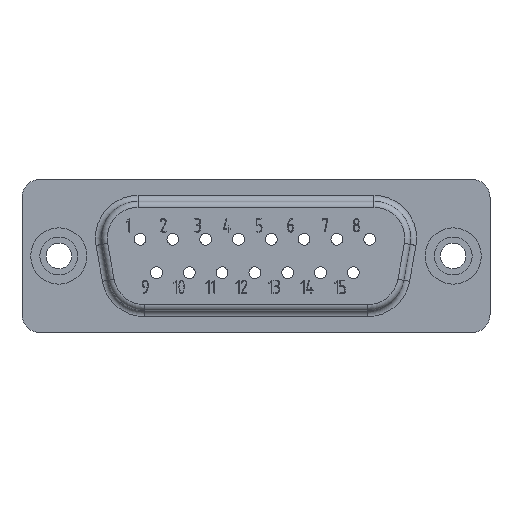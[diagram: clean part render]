
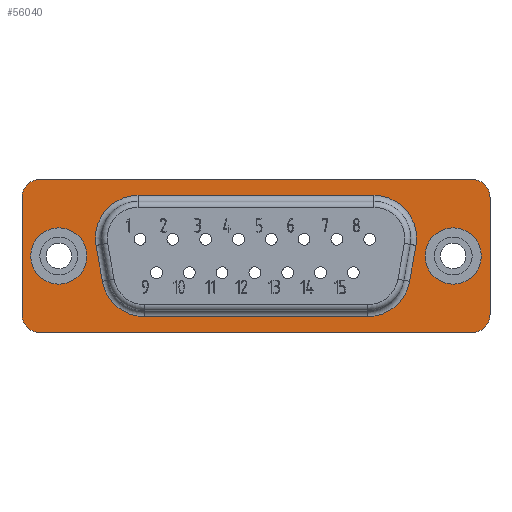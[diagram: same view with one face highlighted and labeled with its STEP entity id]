
A CAD part, front view. The second image highlights one B-rep face of the part: STEP entity #56040.
In plain terms, the highlighted face is planar.
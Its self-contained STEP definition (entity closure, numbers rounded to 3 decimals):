
#3650=CARTESIAN_POINT('',(-211.162,184.917,13.12));
#3660=VERTEX_POINT('',#3650);
#3690=CARTESIAN_POINT('',(0.,184.917,13.12));
#3700=DIRECTION('',(1.,0.,0.));
#3710=VECTOR('',#3700,1.);
#3720=LINE('',#3690,#3710);
#3730=CARTESIAN_POINT('',(-221.092,184.917,13.12));
#3740=VERTEX_POINT('',#3730);
#3750=EDGE_CURVE('',#3740,#3660,#3720,.T.);
#6340=CARTESIAN_POINT('',(-211.012,214.637,13.12));
#6350=VERTEX_POINT('',#6340);
#6380=CARTESIAN_POINT('',(-214.612,214.637,13.12));
#6390=DIRECTION('',(0.,0.,-1.));
#6400=DIRECTION('',(-1.,0.,0.));
#6410=AXIS2_PLACEMENT_3D('',#6380,#6390,#6400);
#6420=CIRCLE('',#6410,3.6);
#6430=CARTESIAN_POINT('',(-215.237,218.183,13.12));
#6440=VERTEX_POINT('',#6430);
#6450=EDGE_CURVE('',#6440,#6350,#6420,.T.);
#9190=CARTESIAN_POINT('',(-216.127,190.402,13.12));
#9200=VERTEX_POINT('',#9190);
#9230=CARTESIAN_POINT('',(-216.127,188.027,13.12));
#9240=DIRECTION('',(0.,0.,-1.));
#9250=DIRECTION('',(0.,1.,0.));
#9260=AXIS2_PLACEMENT_3D('',#9230,#9240,#9250);
#9270=CIRCLE('',#9260,2.375);
#9280=CARTESIAN_POINT('',(-216.127,185.652,13.12));
#9290=VERTEX_POINT('',#9280);
#9300=EDGE_CURVE('',#9290,#9200,#9270,.T.);
#9660=CARTESIAN_POINT('',(-209.662,186.417,13.12));
#9670=VERTEX_POINT('',#9660);
#9840=CARTESIAN_POINT('',(-209.662,222.937,13.12));
#9850=VERTEX_POINT('',#9840);
#9880=CARTESIAN_POINT('',(-209.662,0.,13.12));
#9890=DIRECTION('',(0.,-1.,0.));
#9900=VECTOR('',#9890,1.);
#9910=LINE('',#9880,#9900);
#9920=EDGE_CURVE('',#9850,#9670,#9910,.T.);
#11950=CARTESIAN_POINT('',(-221.092,186.417,13.12));
#11960=DIRECTION('',(0.,0.,-1.));
#11970=DIRECTION('',(-1.,0.,0.));
#11980=AXIS2_PLACEMENT_3D('',#11950,#11960,#11970);
#11990=CIRCLE('',#11980,1.5);
#12000=CARTESIAN_POINT('',(-222.592,186.417,13.12));
#12010=VERTEX_POINT('',#12000);
#12020=EDGE_CURVE('',#3740,#12010,#11990,.T.);
#53850=CARTESIAN_POINT('',(-222.592,222.937,13.12));
#53860=VERTEX_POINT('',#53850);
#53890=CARTESIAN_POINT('',(-221.092,222.937,13.12));
#53900=DIRECTION('',(0.,0.,1.));
#53910=DIRECTION('',(1.,0.,0.));
#53920=AXIS2_PLACEMENT_3D('',#53890,#53900,#53910);
#53930=CIRCLE('',#53920,1.5);
#53940=CARTESIAN_POINT('',(-221.092,224.437,13.12));
#53950=VERTEX_POINT('',#53940);
#53960=EDGE_CURVE('',#53950,#53860,#53930,.T.);
#54670=CARTESIAN_POINT('',(-222.592,0.,13.12));
#54680=DIRECTION('',(0.,1.,0.));
#54690=VECTOR('',#54680,1.);
#54700=LINE('',#54670,#54690);
#54710=EDGE_CURVE('',#12010,#53860,#54700,.T.);
#54900=CARTESIAN_POINT('',(-228.333,182.8,13.12));
#54910=DIRECTION('',(0.,-0.,1.));
#54920=DIRECTION('',(0.,1.,0.));
#54930=AXIS2_PLACEMENT_3D('',#54900,#54910,#54920);
#54940=PLANE('',#54930);
#54950=CARTESIAN_POINT('',(-216.127,221.327,13.12));
#54960=DIRECTION('',(0.,0.,-1.));
#54970=DIRECTION('',(0.,1.,0.));
#54980=AXIS2_PLACEMENT_3D('',#54950,#54960,#54970);
#54990=CIRCLE('',#54980,2.375);
#55000=CARTESIAN_POINT('',(-216.127,223.702,13.12));
#55010=VERTEX_POINT('',#55000);
#55020=CARTESIAN_POINT('',(-216.127,218.952,13.12));
#55030=VERTEX_POINT('',#55020);
#55040=EDGE_CURVE('',#55010,#55030,#54990,.T.);
#55050=ORIENTED_EDGE('',*,*,#55040,.F.);
#55060=EDGE_CURVE('',#55030,#55010,#54990,.T.);
#55070=ORIENTED_EDGE('',*,*,#55060,.F.);
#55080=EDGE_LOOP('',(#55070,#55050));
#55090=FACE_BOUND('',#55080,.T.);
#55100=CARTESIAN_POINT('',(-214.612,194.717,13.12));
#55110=DIRECTION('',(0.,0.,-1.));
#55120=DIRECTION('',(-1.,0.,0.));
#55130=AXIS2_PLACEMENT_3D('',#55100,#55110,#55120);
#55140=CIRCLE('',#55130,3.6);
#55150=CARTESIAN_POINT('',(-211.012,194.717,13.12));
#55160=VERTEX_POINT('',#55150);
#55170=CARTESIAN_POINT('',(-215.237,191.172,13.12));
#55180=VERTEX_POINT('',#55170);
#55190=EDGE_CURVE('',#55160,#55180,#55140,.T.);
#55200=ORIENTED_EDGE('',*,*,#55190,.F.);
#55210=CARTESIAN_POINT('',(0.,153.22,13.12));
#55220=DIRECTION('',(-0.985,0.174,0.));
#55230=VECTOR('',#55220,1.);
#55240=LINE('',#55210,#55230);
#55250=CARTESIAN_POINT('',(-218.267,191.706,13.12));
#55260=VERTEX_POINT('',#55250);
#55270=EDGE_CURVE('',#55180,#55260,#55240,.T.);
#55280=ORIENTED_EDGE('',*,*,#55270,.F.);
#55290=CARTESIAN_POINT('',(-217.642,195.252,13.12));
#55300=DIRECTION('',(0.,0.,1.));
#55310=DIRECTION('',(1.,0.,0.));
#55320=AXIS2_PLACEMENT_3D('',#55290,#55300,#55310);
#55330=CIRCLE('',#55320,3.6);
#55340=CARTESIAN_POINT('',(-221.242,195.252,13.12));
#55350=VERTEX_POINT('',#55340);
#55360=EDGE_CURVE('',#55350,#55260,#55330,.T.);
#55370=ORIENTED_EDGE('',*,*,#55360,.T.);
#55380=CARTESIAN_POINT('',(-221.242,0.,13.12));
#55390=DIRECTION('',(0.,1.,0.));
#55400=VECTOR('',#55390,1.);
#55410=LINE('',#55380,#55400);
#55420=CARTESIAN_POINT('',(-221.242,214.103,13.12));
#55430=VERTEX_POINT('',#55420);
#55440=EDGE_CURVE('',#55350,#55430,#55410,.T.);
#55450=ORIENTED_EDGE('',*,*,#55440,.F.);
#55460=CARTESIAN_POINT('',(-217.642,214.103,13.12));
#55470=DIRECTION('',(0.,0.,1.));
#55480=DIRECTION('',(1.,0.,0.));
#55490=AXIS2_PLACEMENT_3D('',#55460,#55470,#55480);
#55500=CIRCLE('',#55490,3.6);
#55510=CARTESIAN_POINT('',(-218.267,217.648,13.12));
#55520=VERTEX_POINT('',#55510);
#55530=EDGE_CURVE('',#55520,#55430,#55500,.T.);
#55540=ORIENTED_EDGE('',*,*,#55530,.T.);
#55550=CARTESIAN_POINT('',(0.,256.135,13.12));
#55560=DIRECTION('',(0.985,0.174,0.));
#55570=VECTOR('',#55560,1.);
#55580=LINE('',#55550,#55570);
#55590=EDGE_CURVE('',#55520,#6440,#55580,.T.);
#55600=ORIENTED_EDGE('',*,*,#55590,.F.);
#55610=ORIENTED_EDGE('',*,*,#6450,.F.);
#55620=CARTESIAN_POINT('',(-211.012,0.,13.12));
#55630=DIRECTION('',(0.,1.,0.));
#55640=VECTOR('',#55630,1.);
#55650=LINE('',#55620,#55640);
#55660=EDGE_CURVE('',#55160,#6350,#55650,.T.);
#55670=ORIENTED_EDGE('',*,*,#55660,.T.);
#55680=EDGE_LOOP('',(#55670,#55610,#55600,#55540,#55450,#55370,#55280,
#55200));
#55690=FACE_BOUND('',#55680,.T.);
#55700=EDGE_CURVE('',#9200,#9290,#9270,.T.);
#55710=ORIENTED_EDGE('',*,*,#55700,.F.);
#55720=ORIENTED_EDGE('',*,*,#9300,.F.);
#55730=EDGE_LOOP('',(#55720,#55710));
#55740=FACE_BOUND('',#55730,.T.);
#55750=CARTESIAN_POINT('',(-211.162,222.937,13.12));
#55760=DIRECTION('',(0.,0.,-1.));
#55770=DIRECTION('',(-1.,0.,0.));
#55780=AXIS2_PLACEMENT_3D('',#55750,#55760,#55770);
#55790=CIRCLE('',#55780,1.5);
#55800=CARTESIAN_POINT('',(-211.162,224.437,13.12));
#55810=VERTEX_POINT('',#55800);
#55820=EDGE_CURVE('',#55810,#9850,#55790,.T.);
#55830=ORIENTED_EDGE('',*,*,#55820,.T.);
#55840=CARTESIAN_POINT('',(0.,224.437,13.12));
#55850=DIRECTION('',(-1.,0.,0.));
#55860=VECTOR('',#55850,1.);
#55870=LINE('',#55840,#55860);
#55880=EDGE_CURVE('',#55810,#53950,#55870,.T.);
#55890=ORIENTED_EDGE('',*,*,#55880,.F.);
#55900=ORIENTED_EDGE('',*,*,#53960,.F.);
#55910=ORIENTED_EDGE('',*,*,#54710,.T.);
#55920=ORIENTED_EDGE('',*,*,#12020,.T.);
#55930=ORIENTED_EDGE('',*,*,#3750,.F.);
#55940=CARTESIAN_POINT('',(-211.162,186.417,13.12));
#55950=DIRECTION('',(0.,0.,1.));
#55960=DIRECTION('',(1.,0.,0.));
#55970=AXIS2_PLACEMENT_3D('',#55940,#55950,#55960);
#55980=CIRCLE('',#55970,1.5);
#55990=EDGE_CURVE('',#3660,#9670,#55980,.T.);
#56000=ORIENTED_EDGE('',*,*,#55990,.F.);
#56010=ORIENTED_EDGE('',*,*,#9920,.T.);
#56020=EDGE_LOOP('',(#56010,#56000,#55930,#55920,#55910,#55900,#55890,
#55830));
#56030=FACE_OUTER_BOUND('',#56020,.T.);
#56040=ADVANCED_FACE('',(#55090,#55690,#55740,#56030),#54940,.F.);
